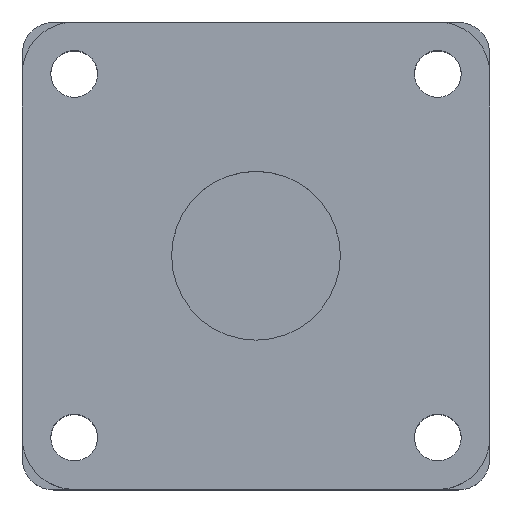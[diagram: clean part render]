
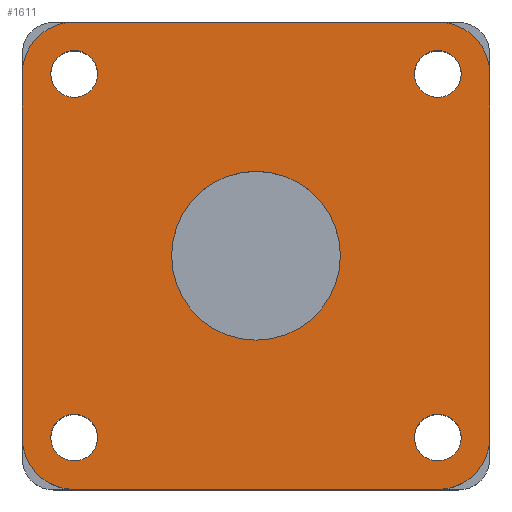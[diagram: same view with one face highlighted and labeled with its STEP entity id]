
A CAD part, top view. The second image highlights one B-rep face of the part: STEP entity #1611.
In plain terms, the highlighted face is planar.
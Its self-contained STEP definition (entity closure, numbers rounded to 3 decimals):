
#1441=CARTESIAN_POINT('',(70.0,-90.0,0.0));
#1442=VERTEX_POINT('',#1441);
#1449=CARTESIAN_POINT('',(90.0,-70.0,0.0));
#1450=VERTEX_POINT('',#1449);
#1451=CARTESIAN_POINT('',(70.0,-70.0,0.0));
#1452=DIRECTION('',(0.0,0.0,1.));
#1453=DIRECTION('',(0.707,-0.707,0.0));
#1454=AXIS2_PLACEMENT_3D('',#1451,#1452,#1453);
#1455=CIRCLE('',#1454,20.);
#1456=EDGE_CURVE('',#1442,#1450,#1455,.T.);
#1473=CARTESIAN_POINT('',(90.0,70.0,0.0));
#1474=VERTEX_POINT('',#1473);
#1475=CARTESIAN_POINT('',(90.0,70.0,0.0));
#1476=DIRECTION('',(0.0,-1.0,0.0));
#1477=VECTOR('',#1476,140.0);
#1478=LINE('',#1475,#1477);
#1479=EDGE_CURVE('',#1474,#1450,#1478,.T.);
#1498=CARTESIAN_POINT('',(0.0,0.,0.0));
#1499=DIRECTION('',(0.0,0.0,1.0));
#1500=DIRECTION('',(1.0,0.0,0.0));
#1501=AXIS2_PLACEMENT_3D('',#1498,#1499,#1500);
#1502=PLANE('',#1501);
#1503=ORIENTED_EDGE('',*,*,#1456,.F.);
#1504=CARTESIAN_POINT('',(-70.0,-90.0,0.0));
#1505=VERTEX_POINT('',#1504);
#1506=CARTESIAN_POINT('',(70.0,-90.0,0.0));
#1507=DIRECTION('',(-1.0,0.0,0.0));
#1508=VECTOR('',#1507,140.0);
#1509=LINE('',#1506,#1508);
#1510=EDGE_CURVE('',#1442,#1505,#1509,.T.);
#1511=ORIENTED_EDGE('',*,*,#1510,.T.);
#1512=CARTESIAN_POINT('',(-90.0,-70.0,0.0));
#1513=VERTEX_POINT('',#1512);
#1514=CARTESIAN_POINT('',(-70.0,-70.0,0.0));
#1515=DIRECTION('',(0.0,0.0,1.));
#1516=DIRECTION('',(-0.707,-0.707,0.0));
#1517=AXIS2_PLACEMENT_3D('',#1514,#1515,#1516);
#1518=CIRCLE('',#1517,20.);
#1519=EDGE_CURVE('',#1513,#1505,#1518,.T.);
#1520=ORIENTED_EDGE('',*,*,#1519,.F.);
#1521=CARTESIAN_POINT('',(-90.0,70.0,0.0));
#1522=VERTEX_POINT('',#1521);
#1523=CARTESIAN_POINT('',(-90.0,-70.0,0.0));
#1524=DIRECTION('',(0.0,1.0,0.0));
#1525=VECTOR('',#1524,140.0);
#1526=LINE('',#1523,#1525);
#1527=EDGE_CURVE('',#1513,#1522,#1526,.T.);
#1528=ORIENTED_EDGE('',*,*,#1527,.T.);
#1529=CARTESIAN_POINT('',(-70.0,90.0,0.0));
#1530=VERTEX_POINT('',#1529);
#1531=CARTESIAN_POINT('',(-70.0,70.0,0.0));
#1532=DIRECTION('',(0.0,0.0,1.));
#1533=DIRECTION('',(-0.707,0.707,0.0));
#1534=AXIS2_PLACEMENT_3D('',#1531,#1532,#1533);
#1535=CIRCLE('',#1534,20.);
#1536=EDGE_CURVE('',#1530,#1522,#1535,.T.);
#1537=ORIENTED_EDGE('',*,*,#1536,.F.);
#1538=CARTESIAN_POINT('',(70.0,90.0,0.0));
#1539=VERTEX_POINT('',#1538);
#1540=CARTESIAN_POINT('',(-70.0,90.0,0.0));
#1541=DIRECTION('',(1.0,0.0,0.0));
#1542=VECTOR('',#1541,140.0);
#1543=LINE('',#1540,#1542);
#1544=EDGE_CURVE('',#1530,#1539,#1543,.T.);
#1545=ORIENTED_EDGE('',*,*,#1544,.T.);
#1546=CARTESIAN_POINT('',(70.0,70.0,0.0));
#1547=DIRECTION('',(0.0,0.0,1.));
#1548=DIRECTION('',(0.707,0.707,0.0));
#1549=AXIS2_PLACEMENT_3D('',#1546,#1547,#1548);
#1550=CIRCLE('',#1549,20.);
#1551=EDGE_CURVE('',#1474,#1539,#1550,.T.);
#1552=ORIENTED_EDGE('',*,*,#1551,.F.);
#1553=ORIENTED_EDGE('',*,*,#1479,.T.);
#1554=EDGE_LOOP('',(#1503,#1511,#1520,#1528,#1537,#1545,#1552,#1553));
#1555=FACE_OUTER_BOUND('',#1554,.T.);
#1556=CARTESIAN_POINT('',(61.,70.,0.0));
#1557=VERTEX_POINT('',#1556);
#1558=CARTESIAN_POINT('',(70.,70.,0.0));
#1559=DIRECTION('',(0.0,0.0,1.0));
#1560=DIRECTION('',(1.0,0.0,0.0));
#1561=AXIS2_PLACEMENT_3D('',#1558,#1559,#1560);
#1562=CIRCLE('',#1561,9.0);
#1563=EDGE_CURVE('',#1557,#1557,#1562,.T.);
#1564=ORIENTED_EDGE('',*,*,#1563,.T.);
#1565=EDGE_LOOP('',(#1564));
#1566=FACE_BOUND('',#1565,.T.);
#1567=CARTESIAN_POINT('',(-79.,-70.0,0.0));
#1568=VERTEX_POINT('',#1567);
#1569=CARTESIAN_POINT('',(-70.,-70.0,0.0));
#1570=DIRECTION('',(0.0,0.0,1.0));
#1571=DIRECTION('',(1.0,0.0,0.0));
#1572=AXIS2_PLACEMENT_3D('',#1569,#1570,#1571);
#1573=CIRCLE('',#1572,9.0);
#1574=EDGE_CURVE('',#1568,#1568,#1573,.T.);
#1575=ORIENTED_EDGE('',*,*,#1574,.T.);
#1576=EDGE_LOOP('',(#1575));
#1577=FACE_BOUND('',#1576,.T.);
#1578=CARTESIAN_POINT('',(-79.,70.0,0.0));
#1579=VERTEX_POINT('',#1578);
#1580=CARTESIAN_POINT('',(-70.,70.0,0.0));
#1581=DIRECTION('',(0.0,0.0,1.0));
#1582=DIRECTION('',(1.0,0.0,0.0));
#1583=AXIS2_PLACEMENT_3D('',#1580,#1581,#1582);
#1584=CIRCLE('',#1583,9.0);
#1585=EDGE_CURVE('',#1579,#1579,#1584,.T.);
#1586=ORIENTED_EDGE('',*,*,#1585,.T.);
#1587=EDGE_LOOP('',(#1586));
#1588=FACE_BOUND('',#1587,.T.);
#1589=CARTESIAN_POINT('',(61.,-70.,0.0));
#1590=VERTEX_POINT('',#1589);
#1591=CARTESIAN_POINT('',(70.,-70.,0.0));
#1592=DIRECTION('',(0.0,0.0,1.0));
#1593=DIRECTION('',(1.0,0.0,0.0));
#1594=AXIS2_PLACEMENT_3D('',#1591,#1592,#1593);
#1595=CIRCLE('',#1594,9.0);
#1596=EDGE_CURVE('',#1590,#1590,#1595,.T.);
#1597=ORIENTED_EDGE('',*,*,#1596,.T.);
#1598=EDGE_LOOP('',(#1597));
#1599=FACE_BOUND('',#1598,.T.);
#1600=CARTESIAN_POINT('',(-32.5,0.0,0.0));
#1601=VERTEX_POINT('',#1600);
#1602=CARTESIAN_POINT('',(0.0,0.0,0.0));
#1603=DIRECTION('',(0.0,0.0,1.0));
#1604=DIRECTION('',(-1.0,0.0,0.0));
#1605=AXIS2_PLACEMENT_3D('',#1602,#1603,#1604);
#1606=CIRCLE('',#1605,32.5);
#1607=EDGE_CURVE('',#1601,#1601,#1606,.T.);
#1608=ORIENTED_EDGE('',*,*,#1607,.T.);
#1609=EDGE_LOOP('',(#1608));
#1610=FACE_BOUND('',#1609,.T.);
#1611=ADVANCED_FACE('',(#1555,#1566,#1577,#1588,#1599,#1610),#1502,.F.);
